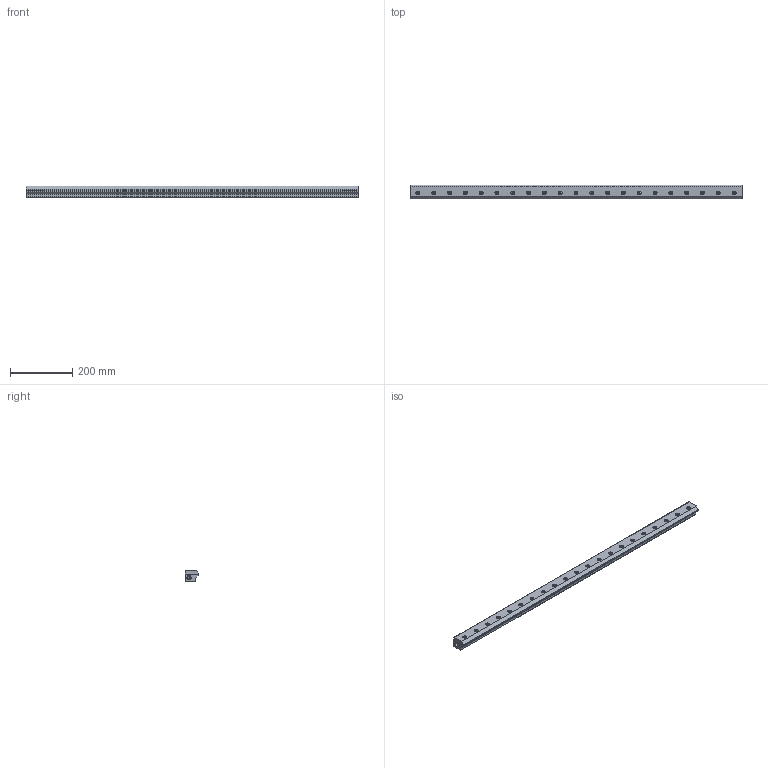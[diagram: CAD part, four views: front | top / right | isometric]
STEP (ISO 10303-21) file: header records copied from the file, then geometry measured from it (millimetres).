
FILE_DESCRIPTION((''),'2;1');
FILE_NAME('110042.stp','2010-04-27T10:38:11',('michael witt'),(''),'Autodesk Inventor 2010','Autodesk Inventor 2010','');
FILE_SCHEMA(('AUTOMOTIVE_DESIGN { 1 0 10303 214 1 1 1 1 }'));
Length unit declared in the file: inch
Products named in the file (24): Assembly10; Part108; Part110; Part112; Part114; Part116; Part118; Part120; Part122; Part124; Part126; Part128; Part130; Part132; Part134; Part136; Part138; Part140; Part142; Part144; Part146; Part148; Part150; Part152
Assembly tree (23 placements, depth 2):
  Assembly10
    Part108
    Part110
    Part112
    Part114
    Part116
    Part118
    Part120
    Part122
    Part124
    Part126
    Part128
    Part130
    Part132
    Part134
    Part136
    Part138
    Part140
    Part142
    Part144
    Part146
    Part148
    Part150
    Part152
Bounding box: 1066.8 x 44.44 x 36.69 mm (x, y, z)
Volume: 1470868.2 mm3; surface area: 280323 mm2
Topology: 23 solids, 23 shells, 412 faces, 896 edges, 597 vertices
Faces by surface type: plane 247, cylinder 109, bspline 33, cone 23
Full cylindrical faces by diameter (mm): 5.105 x21, 6.35 x21, 7.163 x21, 10.999 x1, 11.1 x21, 12.7 x21
Entity records: 11915 total; most frequent: CARTESIAN_POINT 2781, DIRECTION 1814, ORIENTED_EDGE 1376, EDGE_LOOP 722, AXIS2_PLACEMENT_3D 700, EDGE_CURVE 688, VERTEX_POINT 548, VECTOR 414
